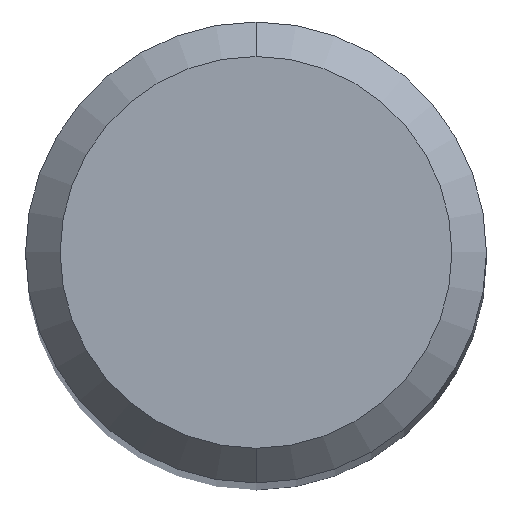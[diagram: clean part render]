
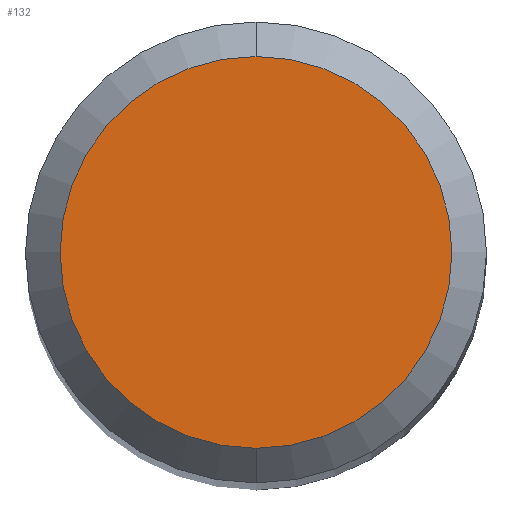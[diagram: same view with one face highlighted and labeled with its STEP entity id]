
A CAD part, top view. The second image highlights one B-rep face of the part: STEP entity #132.
In plain terms, the highlighted planar face has unit normal (0, 0, 1).
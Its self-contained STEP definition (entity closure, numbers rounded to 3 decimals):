
#132=ADVANCED_FACE('',(#298),#299,.T.);
#164=EDGE_CURVE('',#180,#242,#337,.T.);
#180=VERTEX_POINT('',#353);
#234=EDGE_CURVE('',#242,#180,#414,.T.);
#242=VERTEX_POINT('',#422);
#298=FACE_OUTER_BOUND('',#484,.T.);
#299=PLANE('',#485);
#337=CIRCLE('',#532,1.7);
#353=CARTESIAN_POINT('',(0.,-1.7,0.0));
#414=CIRCLE('',#629,1.7);
#422=CARTESIAN_POINT('',(0.0,1.7,0.0));
#484=EDGE_LOOP('',(#675,#676));
#485=AXIS2_PLACEMENT_3D('',#677,#678,#679);
#532=AXIS2_PLACEMENT_3D('',#745,#746,#747);
#629=AXIS2_PLACEMENT_3D('',#837,#838,#839);
#675=ORIENTED_EDGE('',*,*,#234,.F.);
#676=ORIENTED_EDGE('',*,*,#164,.F.);
#677=CARTESIAN_POINT('',(0.0,0.85,0.0));
#678=DIRECTION('',(-0.0,0.0,1.0));
#679=DIRECTION('',(0.0,-1.0,0.0));
#745=CARTESIAN_POINT('',(0.0,0.0,0.0));
#746=DIRECTION('',(0.0,0.0,-1.0));
#747=DIRECTION('',(0.0,1.0,0.0));
#837=CARTESIAN_POINT('',(0.0,0.0,0.0));
#838=DIRECTION('',(0.0,0.0,-1.0));
#839=DIRECTION('',(0.0,1.0,0.0));
